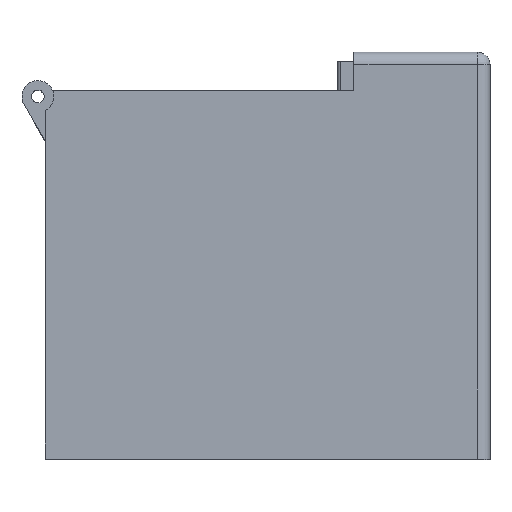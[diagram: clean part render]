
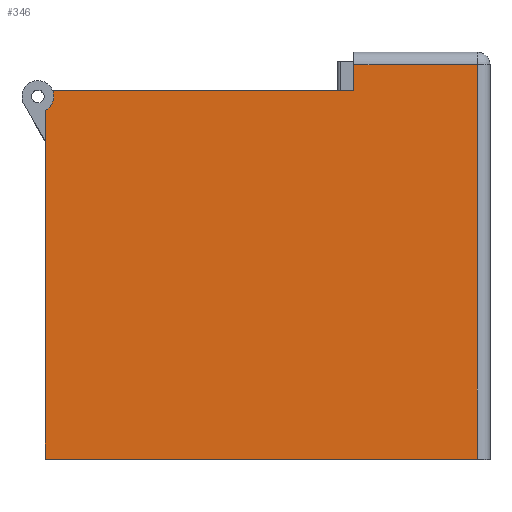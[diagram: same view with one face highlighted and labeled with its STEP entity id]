
A CAD part, top view. The second image highlights one B-rep face of the part: STEP entity #346.
In plain terms, the highlighted planar face has unit normal (0, 0, 1).
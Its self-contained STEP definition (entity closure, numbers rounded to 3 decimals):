
#29 = AXIS2_PLACEMENT_3D ( 'NONE', #2514, #3376, #5037 ) ;
#44 = LINE ( 'NONE', #792, #1658 ) ;
#58 = VECTOR ( 'NONE', #2770, 1000. ) ;
#234 = DIRECTION ( 'NONE',  ( 0., 1., 0. ) ) ;
#261 = CARTESIAN_POINT ( 'NONE',  ( 13.6, 64., 35. ) ) ;
#346 = ADVANCED_FACE ( 'NONE', ( #2044 ), #4637, .F. ) ;
#500 = DIRECTION ( 'NONE',  ( 0., -1., 0. ) ) ;
#680 = DIRECTION ( 'NONE',  ( 0., 0., -1. ) ) ;
#693 = CARTESIAN_POINT ( 'NONE',  ( -33.803, 58., 35. ) ) ;
#792 = CARTESIAN_POINT ( 'NONE',  ( -35., 64., 35. ) ) ;
#797 = CARTESIAN_POINT ( 'NONE',  ( -35., 0., 35. ) ) ;
#829 = AXIS2_PLACEMENT_3D ( 'NONE', #3752, #680, #3788 ) ;
#909 = ORIENTED_EDGE ( 'NONE', *, *, #947, .T. ) ;
#947 = EDGE_CURVE ( 'NONE', #3125, #4011, #44, .T. ) ;
#1266 = EDGE_LOOP ( 'NONE', ( #1537, #2054, #909, #4002, #2754, #4028, #4162 ) ) ;
#1363 = CARTESIAN_POINT ( 'NONE',  ( 11., 58., 35. ) ) ;
#1396 = CARTESIAN_POINT ( 'NONE',  ( 13.6, 62., 35. ) ) ;
#1512 = CIRCLE ( 'NONE', #29, 2.5 ) ;
#1537 = ORIENTED_EDGE ( 'NONE', *, *, #3763, .T. ) ;
#1658 = VECTOR ( 'NONE', #500, 1000. ) ;
#2028 = CARTESIAN_POINT ( 'NONE',  ( -35., 0., 35. ) ) ;
#2044 = FACE_OUTER_BOUND ( 'NONE', #1266, .T. ) ;
#2054 = ORIENTED_EDGE ( 'NONE', *, *, #3517, .T. ) ;
#2372 = EDGE_CURVE ( 'NONE', #3379, #3097, #4654, .T. ) ;
#2429 = DIRECTION ( 'NONE',  ( 1., 0., 0. ) ) ;
#2514 = CARTESIAN_POINT ( 'NONE',  ( -36.12, 57.06, 35. ) ) ;
#2754 = ORIENTED_EDGE ( 'NONE', *, *, #4231, .T. ) ;
#2770 = DIRECTION ( 'NONE',  ( -1., 0., 0. ) ) ;
#2906 = CARTESIAN_POINT ( 'NONE',  ( -35., 54.825, 35. ) ) ;
#2925 = EDGE_CURVE ( 'NONE', #5594, #3379, #4070, .T. ) ;
#3088 = DIRECTION ( 'NONE',  ( -1., 0., 0. ) ) ;
#3097 = VERTEX_POINT ( 'NONE', #5046 ) ;
#3100 = VECTOR ( 'NONE', #2429, 1000. ) ;
#3125 = VERTEX_POINT ( 'NONE', #2906 ) ;
#3181 = CARTESIAN_POINT ( 'NONE',  ( -35., 62., 35. ) ) ;
#3246 = DIRECTION ( 'NONE',  ( 0., -1., 0. ) ) ;
#3305 = LINE ( 'NONE', #3854, #5520 ) ;
#3353 = VERTEX_POINT ( 'NONE', #5009 ) ;
#3376 = DIRECTION ( 'NONE',  ( 0., 0., -1. ) ) ;
#3379 = VERTEX_POINT ( 'NONE', #1396 ) ;
#3517 = EDGE_CURVE ( 'NONE', #3842, #3125, #1512, .T. ) ;
#3752 = CARTESIAN_POINT ( 'NONE',  ( -35., 64., 35. ) ) ;
#3763 = EDGE_CURVE ( 'NONE', #3097, #3842, #5307, .T. ) ;
#3788 = DIRECTION ( 'NONE',  ( -1., 0., 0. ) ) ;
#3816 = EDGE_CURVE ( 'NONE', #4011, #3353, #4587, .T. ) ;
#3842 = VERTEX_POINT ( 'NONE', #693 ) ;
#3854 = CARTESIAN_POINT ( 'NONE',  ( 33., 64., 35. ) ) ;
#4002 = ORIENTED_EDGE ( 'NONE', *, *, #3816, .T. ) ;
#4011 = VERTEX_POINT ( 'NONE', #797 ) ;
#4028 = ORIENTED_EDGE ( 'NONE', *, *, #2925, .T. ) ;
#4070 = LINE ( 'NONE', #3181, #58 ) ;
#4162 = ORIENTED_EDGE ( 'NONE', *, *, #2372, .T. ) ;
#4231 = EDGE_CURVE ( 'NONE', #3353, #5594, #3305, .T. ) ;
#4587 = LINE ( 'NONE', #2028, #3100 ) ;
#4637 = PLANE ( 'NONE',  #829 ) ;
#4654 = LINE ( 'NONE', #261, #5634 ) ;
#4673 = CARTESIAN_POINT ( 'NONE',  ( 33., 62., 35. ) ) ;
#5009 = CARTESIAN_POINT ( 'NONE',  ( 33., 0., 35. ) ) ;
#5037 = DIRECTION ( 'NONE',  ( -1., 0., 0. ) ) ;
#5046 = CARTESIAN_POINT ( 'NONE',  ( 13.6, 58., 35. ) ) ;
#5242 = VECTOR ( 'NONE', #3088, 1000. ) ;
#5307 = LINE ( 'NONE', #1363, #5242 ) ;
#5520 = VECTOR ( 'NONE', #234, 1000. ) ;
#5594 = VERTEX_POINT ( 'NONE', #4673 ) ;
#5634 = VECTOR ( 'NONE', #3246, 1000. ) ;
